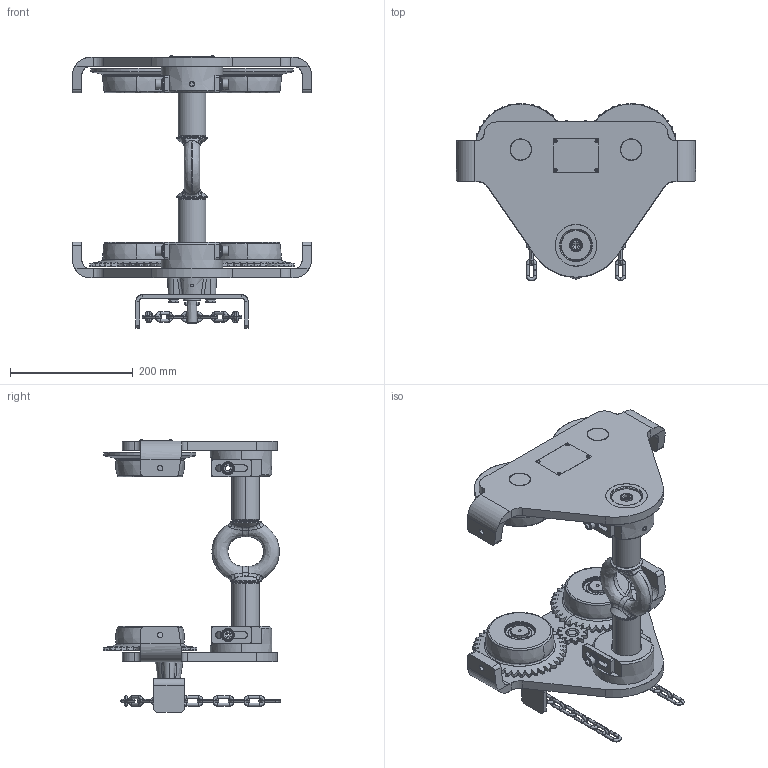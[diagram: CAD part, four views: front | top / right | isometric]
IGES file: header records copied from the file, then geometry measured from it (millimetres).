
Start section: SolidWorks IGES file using analytic representation for surfaces
Global section: file name: 05348313 HTG-B 3000.IGS; native system: SolidWorks 2015; preprocessor: SolidWorks 2015; author: sawwu; date: 180117.093104; units: millimetre
Bounding box: 390 x 289.86 x 444.4 mm (x, y, z)
Surface area: 698266 mm2 (no closed solid volume)
Topology: 0 solids, 0 shells, 1305 faces, 16135 edges, 16127 vertices
Faces by surface type: revolution 828, bspline 477
